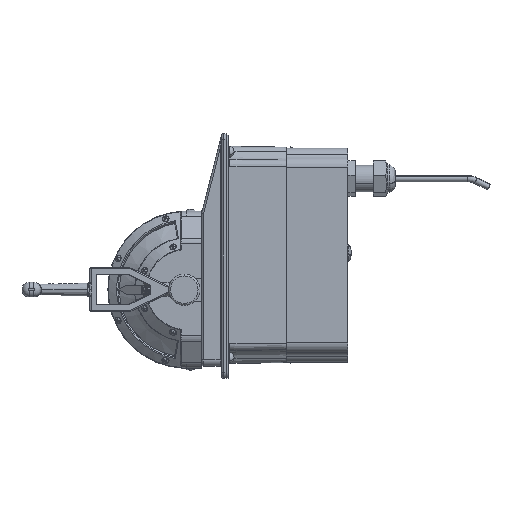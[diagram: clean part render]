
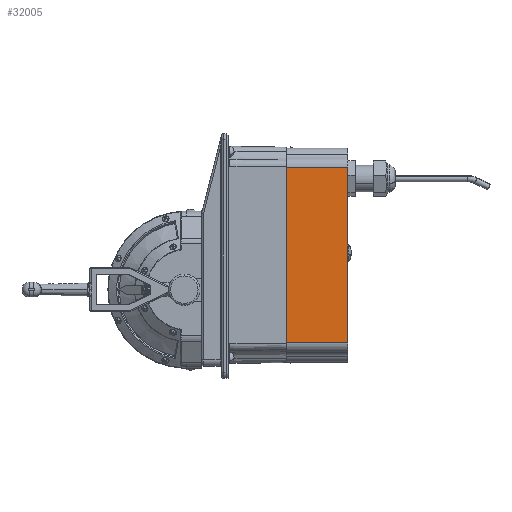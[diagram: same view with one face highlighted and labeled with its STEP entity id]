
A CAD part, left-side view. The second image highlights one B-rep face of the part: STEP entity #32005.
In plain terms, the highlighted planar face has unit normal (-1, 0, 0).
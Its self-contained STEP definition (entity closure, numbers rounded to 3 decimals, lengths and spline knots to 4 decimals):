
#33 = ORIENTED_EDGE ( 'NONE', *, *, #11531, .T. ) ;
#1285 = CARTESIAN_POINT ( 'NONE',  ( -1.9925, -4.775, 3.926 ) ) ;
#3412 = VECTOR ( 'NONE', #4258, 39.3701 ) ;
#4258 = DIRECTION ( 'NONE',  ( 0., 1., 0. ) ) ;
#9453 = EDGE_CURVE ( 'NONE', #59127, #54973, #27521, .T. ) ;
#10477 = EDGE_LOOP ( 'NONE', ( #33, #48409, #33709, #32417 ) ) ;
#11531 = EDGE_CURVE ( 'NONE', #62349, #54973, #27694, .T. ) ;
#11607 = CARTESIAN_POINT ( 'NONE',  ( -1.9925, -2.775, -1.794 ) ) ;
#12110 = VECTOR ( 'NONE', #20588, 39.3701 ) ;
#12636 = DIRECTION ( 'NONE',  ( 0., 1., 0. ) ) ;
#13841 = DIRECTION ( 'NONE',  ( 0., 0., -1. ) ) ;
#20588 = DIRECTION ( 'NONE',  ( 0., 0., -1. ) ) ;
#20870 = CARTESIAN_POINT ( 'NONE',  ( -1.9925, -4.775, -1.794 ) ) ;
#25187 = CARTESIAN_POINT ( 'NONE',  ( -1.9925, -4.775, 3.926 ) ) ;
#26488 = CARTESIAN_POINT ( 'NONE',  ( -1.9925, -4.775, 3.926 ) ) ;
#27521 = LINE ( 'NONE', #51914, #3412 ) ;
#27694 = LINE ( 'NONE', #32182, #35421 ) ;
#27797 = FACE_OUTER_BOUND ( 'NONE', #10477, .T. ) ;
#29693 = AXIS2_PLACEMENT_3D ( 'NONE', #47386, #56397, #31975 ) ;
#31880 = CARTESIAN_POINT ( 'NONE',  ( -1.9925, -2.775, 3.926 ) ) ;
#31975 = DIRECTION ( 'NONE',  ( 0., 0., 1. ) ) ;
#32005 = ADVANCED_FACE ( 'NONE', ( #27797 ), #36802, .F. ) ;
#32182 = CARTESIAN_POINT ( 'NONE',  ( -1.9925, -2.775, 3.926 ) ) ;
#32417 = ORIENTED_EDGE ( 'NONE', *, *, #40827, .T. ) ;
#33709 = ORIENTED_EDGE ( 'NONE', *, *, #47017, .F. ) ;
#35421 = VECTOR ( 'NONE', #13841, 39.3701 ) ;
#36758 = LINE ( 'NONE', #26488, #49658 ) ;
#36802 = PLANE ( 'NONE',  #29693 ) ;
#40827 = EDGE_CURVE ( 'NONE', #47747, #62349, #36758, .T. ) ;
#45334 = LINE ( 'NONE', #1285, #12110 ) ;
#47017 = EDGE_CURVE ( 'NONE', #47747, #59127, #45334, .T. ) ;
#47386 = CARTESIAN_POINT ( 'NONE',  ( -1.9925, -4.775, 3.926 ) ) ;
#47747 = VERTEX_POINT ( 'NONE', #25187 ) ;
#48409 = ORIENTED_EDGE ( 'NONE', *, *, #9453, .F. ) ;
#49658 = VECTOR ( 'NONE', #12636, 39.3701 ) ;
#51914 = CARTESIAN_POINT ( 'NONE',  ( -1.9925, -4.775, -1.794 ) ) ;
#54973 = VERTEX_POINT ( 'NONE', #11607 ) ;
#56397 = DIRECTION ( 'NONE',  ( 1., 0., 0. ) ) ;
#59127 = VERTEX_POINT ( 'NONE', #20870 ) ;
#62349 = VERTEX_POINT ( 'NONE', #31880 ) ;
